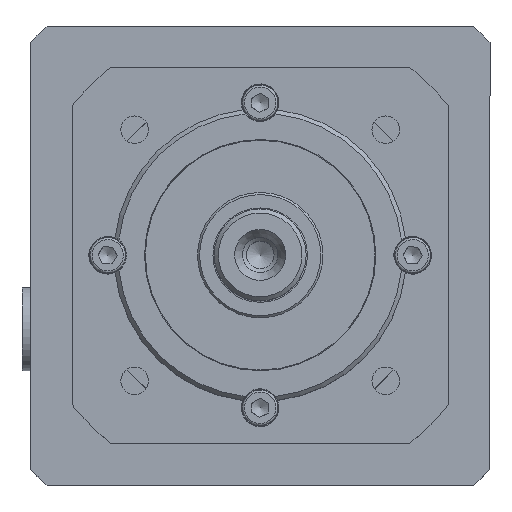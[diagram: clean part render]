
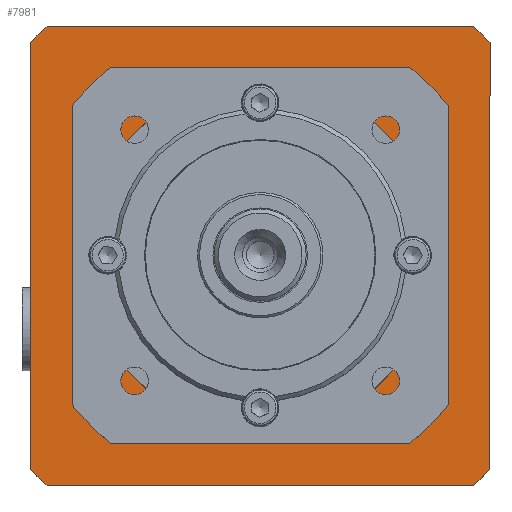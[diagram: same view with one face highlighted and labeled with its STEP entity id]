
A CAD part, top view. The second image highlights one B-rep face of the part: STEP entity #7981.
In plain terms, the highlighted planar face has unit normal (0, 0, 1).
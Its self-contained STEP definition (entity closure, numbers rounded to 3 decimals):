
#4638=CARTESIAN_POINT('',(-19.654,6.013,6.674));
#4639=VERTEX_POINT('',#4638);
#4640=CARTESIAN_POINT('',(-19.654,48.013,6.674));
#4641=DIRECTION('',(0.0,0.0,1.0));
#4642=DIRECTION('',(0.0,-1.0,0.0));
#4643=AXIS2_PLACEMENT_3D('',#4640,#4641,#4642);
#4644=CIRCLE('',#4643,42.0);
#4645=EDGE_CURVE('',#4639,#4639,#4644,.T.);
#7296=CARTESIAN_POINT('',(31.336,103.013,6.674));
#7297=VERTEX_POINT('',#7296);
#7304=CARTESIAN_POINT('',(35.346,99.003,6.674));
#7305=VERTEX_POINT('',#7304);
#7306=CARTESIAN_POINT('',(-19.654,48.013,6.674));
#7307=DIRECTION('',(0.,0.,1.0));
#7308=DIRECTION('',(-0.68,-0.733,0.));
#7309=AXIS2_PLACEMENT_3D('',#7306,#7307,#7308);
#7310=CIRCLE('',#7309,75.);
#7311=EDGE_CURVE('',#7305,#7297,#7310,.T.);
#7336=CARTESIAN_POINT('',(35.346,-2.977,6.674));
#7337=VERTEX_POINT('',#7336);
#7338=CARTESIAN_POINT('',(35.346,-2.977,6.674));
#7339=DIRECTION('',(0.0,1.0,0.0));
#7340=VECTOR('',#7339,101.98);
#7341=LINE('',#7338,#7340);
#7342=EDGE_CURVE('',#7337,#7305,#7341,.T.);
#7368=CARTESIAN_POINT('',(31.336,-6.987,6.674));
#7369=VERTEX_POINT('',#7368);
#7370=CARTESIAN_POINT('',(-19.654,48.013,6.674));
#7371=DIRECTION('',(0.,0.,1.0));
#7372=DIRECTION('',(-0.733,0.68,0.));
#7373=AXIS2_PLACEMENT_3D('',#7370,#7371,#7372);
#7374=CIRCLE('',#7373,75.);
#7375=EDGE_CURVE('',#7369,#7337,#7374,.T.);
#7400=CARTESIAN_POINT('',(-70.645,-6.987,6.674));
#7401=VERTEX_POINT('',#7400);
#7402=CARTESIAN_POINT('',(-70.645,-6.987,6.674));
#7403=DIRECTION('',(1.0,0.0,0.0));
#7404=VECTOR('',#7403,101.98);
#7405=LINE('',#7402,#7404);
#7406=EDGE_CURVE('',#7401,#7369,#7405,.T.);
#7432=CARTESIAN_POINT('',(-74.654,-2.977,6.674));
#7433=VERTEX_POINT('',#7432);
#7434=CARTESIAN_POINT('',(-19.654,48.013,6.674));
#7435=DIRECTION('',(0.,0.,1.0));
#7436=DIRECTION('',(0.68,0.733,0.));
#7437=AXIS2_PLACEMENT_3D('',#7434,#7435,#7436);
#7438=CIRCLE('',#7437,75.);
#7439=EDGE_CURVE('',#7433,#7401,#7438,.T.);
#7464=CARTESIAN_POINT('',(-74.654,99.003,6.674));
#7465=VERTEX_POINT('',#7464);
#7466=CARTESIAN_POINT('',(-74.654,99.003,6.674));
#7467=DIRECTION('',(0.0,-1.0,0.0));
#7468=VECTOR('',#7467,101.98);
#7469=LINE('',#7466,#7468);
#7470=EDGE_CURVE('',#7465,#7433,#7469,.T.);
#7507=CARTESIAN_POINT('',(-70.645,103.013,6.674));
#7508=VERTEX_POINT('',#7507);
#7509=CARTESIAN_POINT('',(-19.654,48.013,6.674));
#7510=DIRECTION('',(0.,0.,1.0));
#7511=DIRECTION('',(0.733,-0.68,0.));
#7512=AXIS2_PLACEMENT_3D('',#7509,#7510,#7511);
#7513=CIRCLE('',#7512,75.0);
#7514=EDGE_CURVE('',#7508,#7465,#7513,.T.);
#7537=CARTESIAN_POINT('',(31.336,103.013,6.674));
#7538=DIRECTION('',(-1.0,0.0,0.0));
#7539=VECTOR('',#7538,101.98);
#7540=LINE('',#7537,#7539);
#7541=EDGE_CURVE('',#7297,#7508,#7540,.T.);
#7963=CARTESIAN_POINT('',(-19.654,48.013,6.674));
#7964=DIRECTION('',(0.0,0.0,-1.0));
#7965=DIRECTION('',(-1.0,0.0,0.0));
#7966=AXIS2_PLACEMENT_3D('',#7963,#7964,#7965);
#7967=PLANE('',#7966);
#7968=ORIENTED_EDGE('',*,*,#7311,.T.);
#7969=ORIENTED_EDGE('',*,*,#7541,.T.);
#7970=ORIENTED_EDGE('',*,*,#7514,.T.);
#7971=ORIENTED_EDGE('',*,*,#7470,.T.);
#7972=ORIENTED_EDGE('',*,*,#7439,.T.);
#7973=ORIENTED_EDGE('',*,*,#7406,.T.);
#7974=ORIENTED_EDGE('',*,*,#7375,.T.);
#7975=ORIENTED_EDGE('',*,*,#7342,.T.);
#7976=EDGE_LOOP('',(#7968,#7969,#7970,#7971,#7972,#7973,#7974,#7975));
#7977=FACE_OUTER_BOUND('',#7976,.T.);
#7978=ORIENTED_EDGE('',*,*,#4645,.F.);
#7979=EDGE_LOOP('',(#7978));
#7980=FACE_BOUND('',#7979,.T.);
#7981=ADVANCED_FACE('',(#7977,#7980),#7967,.F.);
